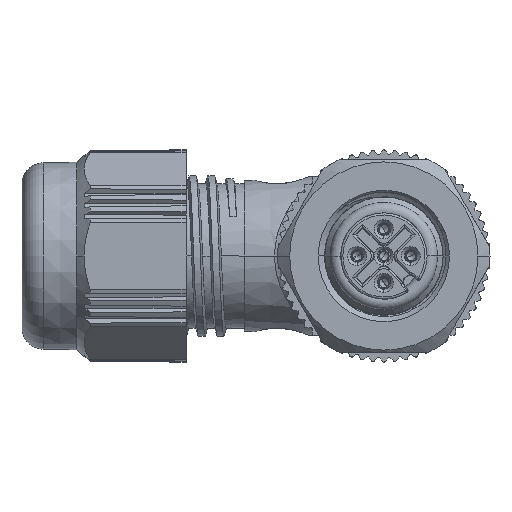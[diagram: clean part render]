
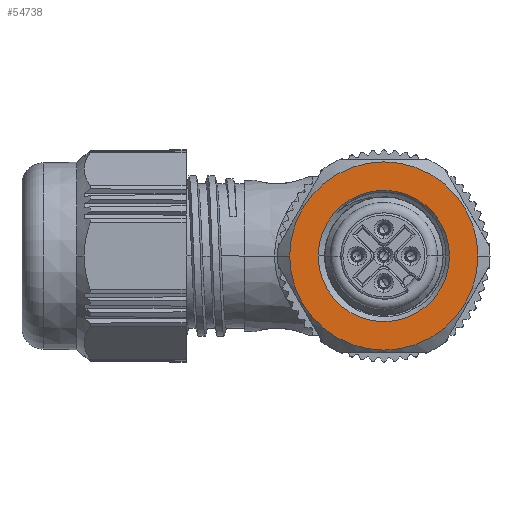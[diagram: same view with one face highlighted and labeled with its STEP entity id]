
A CAD part, front view. The second image highlights one B-rep face of the part: STEP entity #54738.
In plain terms, the highlighted planar face has unit normal (0, -1, 0).
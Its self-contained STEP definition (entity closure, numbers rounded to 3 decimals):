
#11287=CARTESIAN_POINT('',(0.,-8.55,0.));
#11288=DIRECTION('',(0.,1.,0.));
#11289=DIRECTION('',(-1.,0.,0.));
#11290=AXIS2_PLACEMENT_3D('',#11287,#11288,#11289);
#11292=CARTESIAN_POINT('',(0.,-8.55,0.));
#11293=DIRECTION('',(0.,1.,0.));
#11294=DIRECTION('',(1.,0.,0.));
#11295=AXIS2_PLACEMENT_3D('',#11292,#11293,#11294);
#11297=CARTESIAN_POINT('',(0.,-8.55,0.));
#11298=DIRECTION('',(0.,-1.,0.));
#11299=DIRECTION('',(1.,0.,0.));
#11300=AXIS2_PLACEMENT_3D('',#11297,#11298,#11299);
#11302=CARTESIAN_POINT('',(0.,-8.55,0.));
#11303=DIRECTION('',(0.,-1.,0.));
#11304=DIRECTION('',(0.,0.,1.));
#11305=AXIS2_PLACEMENT_3D('',#11302,#11303,#11304);
#11307=CARTESIAN_POINT('',(0.,-8.55,0.));
#11308=DIRECTION('',(0.,-1.,0.));
#11309=DIRECTION('',(-1.,0.,0.));
#11310=AXIS2_PLACEMENT_3D('',#11307,#11308,#11309);
#11312=CARTESIAN_POINT('',(0.,-8.55,0.));
#11313=DIRECTION('',(0.,-1.,0.));
#11314=DIRECTION('',(0.,0.,-1.));
#11315=AXIS2_PLACEMENT_3D('',#11312,#11313,#11314);
#37439=CARTESIAN_POINT('',(-8.779,-8.55,0.));
#37440=CARTESIAN_POINT('',(8.779,-8.55,0.));
#37441=VERTEX_POINT('',#37439);
#37442=VERTEX_POINT('',#37440);
#37445=CARTESIAN_POINT('',(0.,-8.55,6.125));
#37446=CARTESIAN_POINT('',(-6.125,-8.55,0.));
#37447=VERTEX_POINT('',#37445);
#37448=VERTEX_POINT('',#37446);
#37449=CARTESIAN_POINT('',(6.125,-8.55,0.));
#37450=VERTEX_POINT('',#37449);
#37451=CARTESIAN_POINT('',(0.,-8.55,-6.125));
#37452=VERTEX_POINT('',#37451);
#54718=CARTESIAN_POINT('',(0.,-8.55,0.));
#54719=DIRECTION('',(0.,1.,0.));
#54720=DIRECTION('',(1.,0.,0.));
#54721=AXIS2_PLACEMENT_3D('',#54718,#54719,#54720);
#54722=PLANE('',#54721);
#54723=ORIENTED_EDGE('',*,*,#54700,.T.);
#54725=ORIENTED_EDGE('',*,*,#54724,.T.);
#54726=EDGE_LOOP('',(#54723,#54725));
#54727=FACE_OUTER_BOUND('',#54726,.F.);
#54729=ORIENTED_EDGE('',*,*,#54728,.T.);
#54731=ORIENTED_EDGE('',*,*,#54730,.T.);
#54733=ORIENTED_EDGE('',*,*,#54732,.T.);
#54735=ORIENTED_EDGE('',*,*,#54734,.T.);
#54736=EDGE_LOOP('',(#54729,#54731,#54733,#54735));
#54737=FACE_BOUND('',#54736,.F.);
#54738=ADVANCED_FACE('',(#54727,#54737),#54722,.F.);
#11291=CIRCLE('',#11290,8.779);
#11296=CIRCLE('',#11295,8.779);
#11301=CIRCLE('',#11300,6.125);
#11306=CIRCLE('',#11305,6.125);
#11311=CIRCLE('',#11310,6.125);
#11316=CIRCLE('',#11315,6.125);
#54700=EDGE_CURVE('',#37441,#37442,#11291,.T.);
#54724=EDGE_CURVE('',#37442,#37441,#11296,.T.);
#54728=EDGE_CURVE('',#37450,#37447,#11301,.T.);
#54730=EDGE_CURVE('',#37447,#37448,#11306,.T.);
#54732=EDGE_CURVE('',#37448,#37452,#11311,.T.);
#54734=EDGE_CURVE('',#37452,#37450,#11316,.T.);
